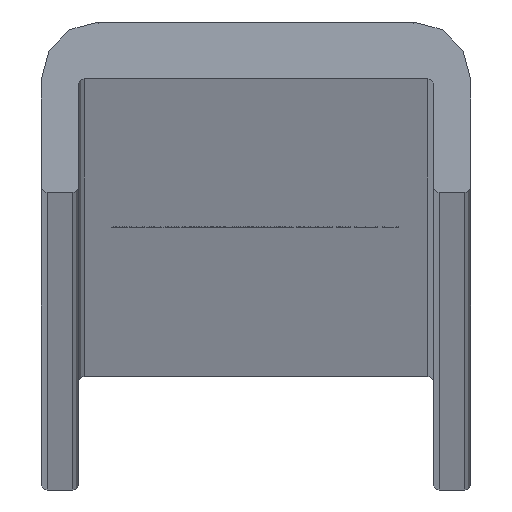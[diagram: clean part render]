
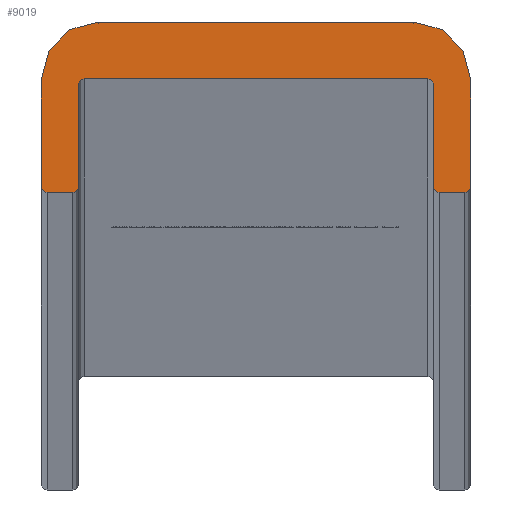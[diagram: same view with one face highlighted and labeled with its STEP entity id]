
A CAD part, top view. The second image highlights one B-rep face of the part: STEP entity #9019.
In plain terms, the highlighted planar face has unit normal (0, 0, 1).
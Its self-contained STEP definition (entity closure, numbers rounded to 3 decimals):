
#107 = DIRECTION ( 'NONE',  ( 1., 0., 0. ) ) ;
#110 = EDGE_CURVE ( 'NONE', #16924, #1591, #3087, .T. ) ;
#262 = VERTEX_POINT ( 'NONE', #9750 ) ;
#428 = EDGE_CURVE ( 'NONE', #8736, #9716, #16763, .T. ) ;
#484 = LINE ( 'NONE', #7926, #15629 ) ;
#554 = DIRECTION ( 'NONE',  ( -1., 0., 0. ) ) ;
#640 = EDGE_CURVE ( 'NONE', #6286, #17166, #12823, .T. ) ;
#829 = CIRCLE ( 'NONE', #15710, 0.2 ) ;
#1183 = VERTEX_POINT ( 'NONE', #12616 ) ;
#1472 = DIRECTION ( 'NONE',  ( 0., 0., 1. ) ) ;
#1583 = EDGE_CURVE ( 'NONE', #15560, #8389, #13478, .T. ) ;
#1591 = VERTEX_POINT ( 'NONE', #16138 ) ;
#1696 = DIRECTION ( 'NONE',  ( -1., 0., 0. ) ) ;
#2028 = CARTESIAN_POINT ( 'NONE',  ( 6.45, 0.2, 3000. ) ) ;
#2097 = CARTESIAN_POINT ( 'NONE',  ( -6.25, 3.8, 3000. ) ) ;
#2113 = VERTEX_POINT ( 'NONE', #9267 ) ;
#2138 = DIRECTION ( 'NONE',  ( -1., 0., 0. ) ) ;
#2180 = DIRECTION ( 'NONE',  ( 0., 0., -1. ) ) ;
#2420 = FACE_OUTER_BOUND ( 'NONE', #18007, .T. ) ;
#2509 = ORIENTED_EDGE ( 'NONE', *, *, #5180, .T. ) ;
#2546 = DIRECTION ( 'NONE',  ( -1., 0., 0. ) ) ;
#2701 = CARTESIAN_POINT ( 'NONE',  ( -5.55, 4., 3000. ) ) ;
#2724 = CARTESIAN_POINT ( 'NONE',  ( 6.25, 3.8, 3000. ) ) ;
#2800 = CARTESIAN_POINT ( 'NONE',  ( -6.45, 0.2, 3000. ) ) ;
#2824 = VECTOR ( 'NONE', #11261, 1000. ) ;
#3087 = CIRCLE ( 'NONE', #4461, 2. ) ;
#3111 = VERTEX_POINT ( 'NONE', #12297 ) ;
#3158 = VERTEX_POINT ( 'NONE', #10683 ) ;
#3305 = CARTESIAN_POINT ( 'NONE',  ( -6.25, 0.2, 3000. ) ) ;
#3345 = CARTESIAN_POINT ( 'NONE',  ( 6.05, 3.8, 3000. ) ) ;
#3461 = DIRECTION ( 'NONE',  ( 0., 1., 0. ) ) ;
#3640 = EDGE_CURVE ( 'NONE', #17166, #17715, #15831, .T. ) ;
#3704 = CARTESIAN_POINT ( 'NONE',  ( 7.55, 4., 3000. ) ) ;
#3714 = CARTESIAN_POINT ( 'NONE',  ( 6.45, 0., 3000. ) ) ;
#3807 = AXIS2_PLACEMENT_3D ( 'NONE', #16100, #7639, #17539 ) ;
#3837 = AXIS2_PLACEMENT_3D ( 'NONE', #13618, #2180, #15027 ) ;
#3864 = ORIENTED_EDGE ( 'NONE', *, *, #6675, .T. ) ;
#3919 = VECTOR ( 'NONE', #13664, 1000. ) ;
#4398 = EDGE_CURVE ( 'NONE', #1591, #3158, #17857, .T. ) ;
#4433 = ORIENTED_EDGE ( 'NONE', *, *, #15221, .T. ) ;
#4461 = AXIS2_PLACEMENT_3D ( 'NONE', #2701, #5427, #11063 ) ;
#4522 = ORIENTED_EDGE ( 'NONE', *, *, #7445, .T. ) ;
#4813 = ORIENTED_EDGE ( 'NONE', *, *, #10906, .T. ) ;
#5109 = AXIS2_PLACEMENT_3D ( 'NONE', #3345, #10459, #11885 ) ;
#5180 = EDGE_CURVE ( 'NONE', #8389, #5387, #13627, .T. ) ;
#5196 = EDGE_CURVE ( 'NONE', #3158, #2113, #7933, .T. ) ;
#5232 = EDGE_CURVE ( 'NONE', #262, #8736, #12128, .T. ) ;
#5387 = VERTEX_POINT ( 'NONE', #14812 ) ;
#5427 = DIRECTION ( 'NONE',  ( 0., 0., 1. ) ) ;
#5484 = LINE ( 'NONE', #3714, #8810 ) ;
#5536 = EDGE_CURVE ( 'NONE', #2113, #1183, #11011, .T. ) ;
#5565 = ORIENTED_EDGE ( 'NONE', *, *, #12213, .T. ) ;
#5719 = CARTESIAN_POINT ( 'NONE',  ( 7.55, 4., 3000. ) ) ;
#6286 = VERTEX_POINT ( 'NONE', #17250 ) ;
#6459 = CARTESIAN_POINT ( 'NONE',  ( 6.25, 3.8, 3000. ) ) ;
#6675 = EDGE_CURVE ( 'NONE', #1183, #15560, #829, .T. ) ;
#6726 = AXIS2_PLACEMENT_3D ( 'NONE', #2028, #7529, #554 ) ;
#6764 = ORIENTED_EDGE ( 'NONE', *, *, #110, .T. ) ;
#6871 = CARTESIAN_POINT ( 'NONE',  ( -5.55, 6., 3000. ) ) ;
#7440 = CARTESIAN_POINT ( 'NONE',  ( 5.55, 6., 3000. ) ) ;
#7445 = EDGE_CURVE ( 'NONE', #5387, #262, #484, .T. ) ;
#7529 = DIRECTION ( 'NONE',  ( 0., 0., 1. ) ) ;
#7639 = DIRECTION ( 'NONE',  ( 0., 0., -1. ) ) ;
#7926 = CARTESIAN_POINT ( 'NONE',  ( -6.05, 4., 3000. ) ) ;
#7933 = CIRCLE ( 'NONE', #10546, 0.2 ) ;
#8054 = VERTEX_POINT ( 'NONE', #18239 ) ;
#8389 = VERTEX_POINT ( 'NONE', #2097 ) ;
#8498 = ORIENTED_EDGE ( 'NONE', *, *, #3640, .T. ) ;
#8644 = EDGE_CURVE ( 'NONE', #3111, #6286, #16739, .T. ) ;
#8736 = VERTEX_POINT ( 'NONE', #6459 ) ;
#8810 = VECTOR ( 'NONE', #9217, 1000. ) ;
#9019 = ADVANCED_FACE ( 'NONE', ( #2420 ), #15085, .F. ) ;
#9145 = CARTESIAN_POINT ( 'NONE',  ( -6.25, 0.2, 3000. ) ) ;
#9217 = DIRECTION ( 'NONE',  ( 1., 0., 0. ) ) ;
#9264 = DIRECTION ( 'NONE',  ( 0., 1., 0. ) ) ;
#9267 = CARTESIAN_POINT ( 'NONE',  ( -7.35, 0., 3000. ) ) ;
#9401 = DIRECTION ( 'NONE',  ( 1., 0., 0. ) ) ;
#9663 = CARTESIAN_POINT ( 'NONE',  ( -7.35, 0., 3000. ) ) ;
#9677 = CIRCLE ( 'NONE', #6726, 0.2 ) ;
#9710 = DIRECTION ( 'NONE',  ( 0., -1., 0. ) ) ;
#9716 = VERTEX_POINT ( 'NONE', #14251 ) ;
#9750 = CARTESIAN_POINT ( 'NONE',  ( 6.05, 4., 3000. ) ) ;
#10071 = ORIENTED_EDGE ( 'NONE', *, *, #8644, .T. ) ;
#10198 = VECTOR ( 'NONE', #2546, 1000. ) ;
#10269 = CARTESIAN_POINT ( 'NONE',  ( 5.55, 4., 3000. ) ) ;
#10406 = VECTOR ( 'NONE', #9264, 1000. ) ;
#10459 = DIRECTION ( 'NONE',  ( 0., 0., -1. ) ) ;
#10546 = AXIS2_PLACEMENT_3D ( 'NONE', #14689, #17405, #2138 ) ;
#10683 = CARTESIAN_POINT ( 'NONE',  ( -7.55, 0.2, 3000. ) ) ;
#10906 = EDGE_CURVE ( 'NONE', #8054, #3111, #5484, .T. ) ;
#11011 = LINE ( 'NONE', #9663, #3919 ) ;
#11063 = DIRECTION ( 'NONE',  ( 1., 0., 0. ) ) ;
#11261 = DIRECTION ( 'NONE',  ( 0., -1., 0. ) ) ;
#11579 = ORIENTED_EDGE ( 'NONE', *, *, #640, .T. ) ;
#11842 = ORIENTED_EDGE ( 'NONE', *, *, #1583, .T. ) ;
#11885 = DIRECTION ( 'NONE',  ( 1., 0., 0. ) ) ;
#11987 = AXIS2_PLACEMENT_3D ( 'NONE', #16462, #12010, #9401 ) ;
#12010 = DIRECTION ( 'NONE',  ( 0., 0., 1. ) ) ;
#12128 = CIRCLE ( 'NONE', #5109, 0.2 ) ;
#12213 = EDGE_CURVE ( 'NONE', #9716, #8054, #9677, .T. ) ;
#12270 = ORIENTED_EDGE ( 'NONE', *, *, #5536, .T. ) ;
#12297 = CARTESIAN_POINT ( 'NONE',  ( 7.35, 0., 3000. ) ) ;
#12616 = CARTESIAN_POINT ( 'NONE',  ( -6.45, 0., 3000. ) ) ;
#12664 = CARTESIAN_POINT ( 'NONE',  ( -5.55, 6., 3000. ) ) ;
#12823 = LINE ( 'NONE', #3704, #15224 ) ;
#13478 = LINE ( 'NONE', #9145, #10406 ) ;
#13618 = CARTESIAN_POINT ( 'NONE',  ( 5.55, 4., 3000. ) ) ;
#13627 = CIRCLE ( 'NONE', #3807, 0.2 ) ;
#13664 = DIRECTION ( 'NONE',  ( 1., 0., 0. ) ) ;
#13927 = LINE ( 'NONE', #12664, #10198 ) ;
#14251 = CARTESIAN_POINT ( 'NONE',  ( 6.25, 0.2, 3000. ) ) ;
#14620 = DIRECTION ( 'NONE',  ( 0., 0., 1. ) ) ;
#14689 = CARTESIAN_POINT ( 'NONE',  ( -7.35, 0.2, 3000. ) ) ;
#14812 = CARTESIAN_POINT ( 'NONE',  ( -6.05, 4., 3000. ) ) ;
#15027 = DIRECTION ( 'NONE',  ( -1., 0., 0. ) ) ;
#15085 = PLANE ( 'NONE',  #3837 ) ;
#15221 = EDGE_CURVE ( 'NONE', #17715, #16924, #13927, .T. ) ;
#15224 = VECTOR ( 'NONE', #3461, 1000. ) ;
#15522 = ORIENTED_EDGE ( 'NONE', *, *, #5196, .T. ) ;
#15560 = VERTEX_POINT ( 'NONE', #3305 ) ;
#15629 = VECTOR ( 'NONE', #16387, 1000. ) ;
#15673 = ORIENTED_EDGE ( 'NONE', *, *, #5232, .T. ) ;
#15710 = AXIS2_PLACEMENT_3D ( 'NONE', #2800, #1472, #107 ) ;
#15831 = CIRCLE ( 'NONE', #16646, 2. ) ;
#16100 = CARTESIAN_POINT ( 'NONE',  ( -6.05, 3.8, 3000. ) ) ;
#16138 = CARTESIAN_POINT ( 'NONE',  ( -7.55, 4., 3000. ) ) ;
#16387 = DIRECTION ( 'NONE',  ( 1., 0., 0. ) ) ;
#16462 = CARTESIAN_POINT ( 'NONE',  ( 7.35, 0.2, 3000. ) ) ;
#16646 = AXIS2_PLACEMENT_3D ( 'NONE', #10269, #14620, #1696 ) ;
#16739 = CIRCLE ( 'NONE', #11987, 0.2 ) ;
#16763 = LINE ( 'NONE', #2724, #16999 ) ;
#16843 = ORIENTED_EDGE ( 'NONE', *, *, #4398, .T. ) ;
#16924 = VERTEX_POINT ( 'NONE', #6871 ) ;
#16999 = VECTOR ( 'NONE', #9710, 1000. ) ;
#17084 = ORIENTED_EDGE ( 'NONE', *, *, #428, .T. ) ;
#17166 = VERTEX_POINT ( 'NONE', #5719 ) ;
#17250 = CARTESIAN_POINT ( 'NONE',  ( 7.55, 0.2, 3000. ) ) ;
#17405 = DIRECTION ( 'NONE',  ( 0., 0., 1. ) ) ;
#17539 = DIRECTION ( 'NONE',  ( 1., 0., 0. ) ) ;
#17715 = VERTEX_POINT ( 'NONE', #7440 ) ;
#17857 = LINE ( 'NONE', #18159, #2824 ) ;
#18007 = EDGE_LOOP ( 'NONE', ( #8498, #4433, #6764, #16843, #15522, #12270, #3864, #11842, #2509, #4522, #15673, #17084, #5565, #4813, #10071, #11579 ) ) ;
#18159 = CARTESIAN_POINT ( 'NONE',  ( -7.55, 0.2, 3000. ) ) ;
#18239 = CARTESIAN_POINT ( 'NONE',  ( 6.45, 0., 3000. ) ) ;
